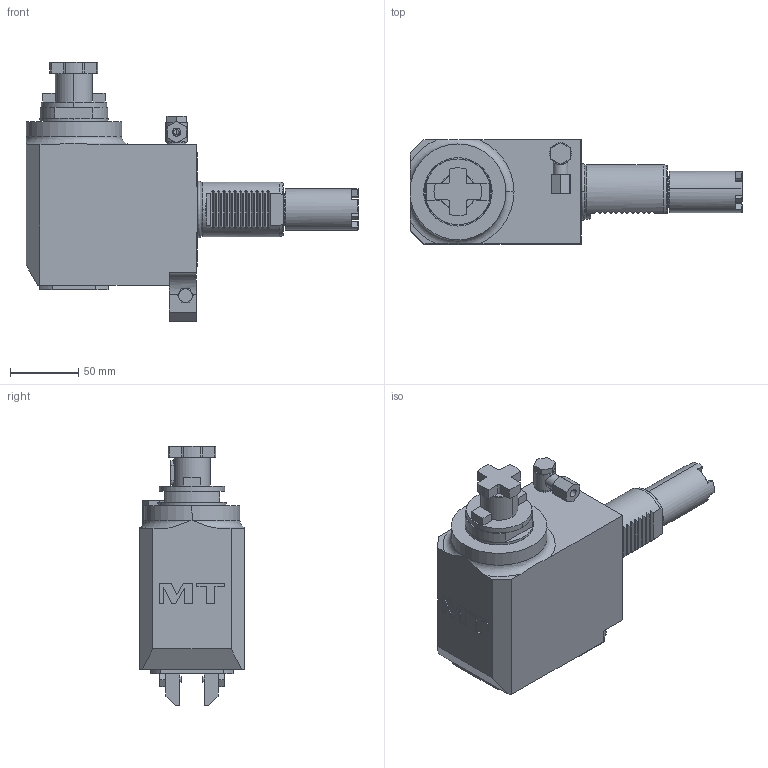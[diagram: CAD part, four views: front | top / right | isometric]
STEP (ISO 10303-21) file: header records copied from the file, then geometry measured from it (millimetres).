
FILE_DESCRIPTION((''),'2;1');
FILE_NAME('HAS0142721_CONF','2024-12-18T16:03:29',('fpalella'),('M.T. srl'),'CREO PARAMETRIC BY PTC INC, 2023352','CREO PARAMETRIC BY PTC INC, 2023352','');
FILE_SCHEMA(('CONFIG_CONTROL_DESIGN'));
Length unit declared in the file: millimetre
Products named in the file (1): HAS0142721_CONF
Bounding box: 242.55 x 76 x 189.5 mm (x, y, z)
Volume: 1197408.1 mm3; surface area: 91222.3 mm2
Topology: 1 solids, 1 shells, 374 faces, 976 edges, 627 vertices
Faces by surface type: plane 215, cylinder 100, cone 46, torus 11, extrusion 2
Entity records: 12625 total; most frequent: CARTESIAN_POINT 3593, ORIENTED_EDGE 1952, DIRECTION 1773, EDGE_CURVE 976, AXIS2_PLACEMENT_3D 635, VERTEX_POINT 627, VECTOR 503, LINE 501
